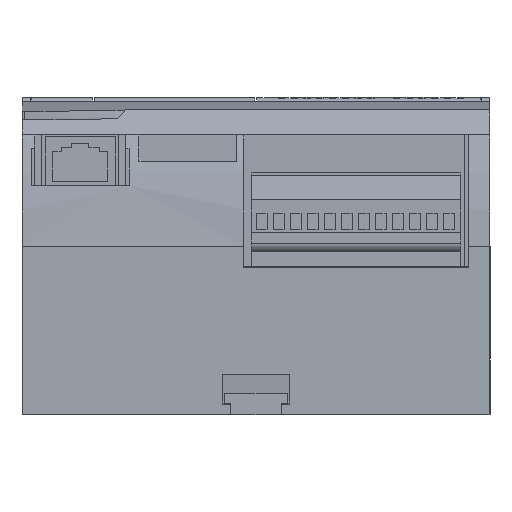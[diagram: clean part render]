
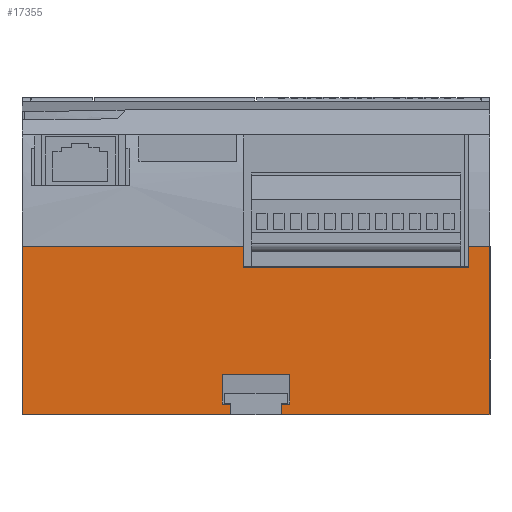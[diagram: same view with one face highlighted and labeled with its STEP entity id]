
A CAD part, front view. The second image highlights one B-rep face of the part: STEP entity #17355.
In plain terms, the highlighted planar face has unit normal (0, -1, 0).
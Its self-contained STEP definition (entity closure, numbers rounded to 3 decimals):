
#12280=FACE_OUTER_BOUND('',#25288,.T.);
#17355=ADVANCED_FACE('',(#12280),#21180,.T.);
#21180=PLANE('',#78757);
#25288=EDGE_LOOP('',(#29754,#29755,#29756,#29757,#29758,#29759,#29760,#29761,
#29762,#29763,#29764,#29765,#29766,#29767,#29768,#29769));
#29754=ORIENTED_EDGE('',*,*,#53840,.T.);
#29755=ORIENTED_EDGE('',*,*,#53841,.F.);
#29756=ORIENTED_EDGE('',*,*,#53842,.T.);
#29757=ORIENTED_EDGE('',*,*,#53843,.T.);
#29758=ORIENTED_EDGE('',*,*,#53844,.T.);
#29759=ORIENTED_EDGE('',*,*,#53845,.F.);
#29760=ORIENTED_EDGE('',*,*,#53846,.F.);
#29761=ORIENTED_EDGE('',*,*,#53847,.T.);
#29762=ORIENTED_EDGE('',*,*,#53848,.T.);
#29763=ORIENTED_EDGE('',*,*,#53849,.F.);
#29764=ORIENTED_EDGE('',*,*,#53850,.F.);
#29765=ORIENTED_EDGE('',*,*,#53851,.F.);
#29766=ORIENTED_EDGE('',*,*,#53782,.T.);
#29767=ORIENTED_EDGE('',*,*,#53852,.T.);
#29768=ORIENTED_EDGE('',*,*,#53794,.T.);
#29769=ORIENTED_EDGE('',*,*,#53839,.F.);
#47715=VERTEX_POINT('',#99107);
#47716=VERTEX_POINT('',#99109);
#47720=VERTEX_POINT('',#99118);
#47727=VERTEX_POINT('',#99132);
#47769=VERTEX_POINT('',#99224);
#47770=VERTEX_POINT('',#99228);
#47771=VERTEX_POINT('',#99230);
#47772=VERTEX_POINT('',#99232);
#47773=VERTEX_POINT('',#99234);
#47774=VERTEX_POINT('',#99236);
#47775=VERTEX_POINT('',#99238);
#47776=VERTEX_POINT('',#99240);
#47777=VERTEX_POINT('',#99242);
#47778=VERTEX_POINT('',#99244);
#47779=VERTEX_POINT('',#99246);
#47780=VERTEX_POINT('',#99248);
#53782=EDGE_CURVE('',#47716,#47715,#62722,.T.);
#53794=EDGE_CURVE('',#47720,#47727,#62732,.T.);
#53839=EDGE_CURVE('',#47769,#47727,#62761,.T.);
#53840=EDGE_CURVE('',#47769,#47770,#62762,.T.);
#53841=EDGE_CURVE('',#47771,#47770,#62763,.T.);
#53842=EDGE_CURVE('',#47771,#47772,#62764,.T.);
#53843=EDGE_CURVE('',#47772,#47773,#62765,.T.);
#53844=EDGE_CURVE('',#47773,#47774,#62766,.T.);
#53845=EDGE_CURVE('',#47775,#47774,#62767,.T.);
#53846=EDGE_CURVE('',#47776,#47775,#62768,.T.);
#53847=EDGE_CURVE('',#47776,#47777,#62769,.T.);
#53848=EDGE_CURVE('',#47777,#47778,#62770,.T.);
#53849=EDGE_CURVE('',#47779,#47778,#62771,.T.);
#53850=EDGE_CURVE('',#47780,#47779,#62772,.T.);
#53851=EDGE_CURVE('',#47716,#47780,#62773,.T.);
#53852=EDGE_CURVE('',#47715,#47720,#62774,.T.);
#62722=LINE('',#99108,#70568);
#62732=LINE('',#99133,#70578);
#62761=LINE('',#99225,#70607);
#62762=LINE('',#99227,#70608);
#62763=LINE('',#99229,#70609);
#62764=LINE('',#99231,#70610);
#62765=LINE('',#99233,#70611);
#62766=LINE('',#99235,#70612);
#62767=LINE('',#99237,#70613);
#62768=LINE('',#99239,#70614);
#62769=LINE('',#99241,#70615);
#62770=LINE('',#99243,#70616);
#62771=LINE('',#99245,#70617);
#62772=LINE('',#99247,#70618);
#62773=LINE('',#99249,#70619);
#62774=LINE('',#99250,#70620);
#70568=VECTOR('',#82701,1.);
#70578=VECTOR('',#82717,1.);
#70607=VECTOR('',#82784,1.);
#70608=VECTOR('',#82787,1.);
#70609=VECTOR('',#82788,1.);
#70610=VECTOR('',#82789,1.);
#70611=VECTOR('',#82790,1.);
#70612=VECTOR('',#82791,1.);
#70613=VECTOR('',#82792,1.);
#70614=VECTOR('',#82793,1.);
#70615=VECTOR('',#82794,1.);
#70616=VECTOR('',#82795,1.);
#70617=VECTOR('',#82796,1.);
#70618=VECTOR('',#82797,1.);
#70619=VECTOR('',#82798,1.);
#70620=VECTOR('',#82799,1.);
#78757=AXIS2_PLACEMENT_3D('',#99251,#82800,#82801);
#82701=DIRECTION('',(0.,0.,-1.));
#82717=DIRECTION('',(0.,0.,1.));
#82784=DIRECTION('',(1.,0.,0.));
#82787=DIRECTION('',(0.,0.,-1.));
#82788=DIRECTION('',(-1.,0.,0.));
#82789=DIRECTION('',(0.,0.,1.));
#82790=DIRECTION('',(-1.,0.,0.));
#82791=DIRECTION('',(0.,0.,1.));
#82792=DIRECTION('',(-1.,0.,0.));
#82793=DIRECTION('',(0.,0.,1.));
#82794=DIRECTION('',(-1.,0.,0.));
#82795=DIRECTION('',(0.,0.,-1.));
#82796=DIRECTION('',(-1.,0.,0.));
#82797=DIRECTION('',(0.,0.,-1.));
#82798=DIRECTION('',(1.,0.,0.));
#82799=DIRECTION('',(-1.,0.,0.));
#82800=DIRECTION('',(0.,-1.,0.));
#82801=DIRECTION('',(1.,0.,0.));
#99107=CARTESIAN_POINT('',(105.,0.,34.1));
#99108=CARTESIAN_POINT('',(105.,0.,84.1));
#99109=CARTESIAN_POINT('',(105.,0.,39.1));
#99118=CARTESIAN_POINT('',(52.1,0.,34.1));
#99132=CARTESIAN_POINT('',(52.1,0.,39.1));
#99133=CARTESIAN_POINT('',(52.1,0.,84.1));
#99224=CARTESIAN_POINT('',(0.,0.,39.1));
#99225=CARTESIAN_POINT('',(0.,0.,39.1));
#99227=CARTESIAN_POINT('',(0.,0.,84.1));
#99228=CARTESIAN_POINT('',(0.,0.,-0.4));
#99229=CARTESIAN_POINT('',(110.,0.,-0.4));
#99230=CARTESIAN_POINT('',(49.,0.,-0.4));
#99231=CARTESIAN_POINT('',(49.,0.,34.1));
#99232=CARTESIAN_POINT('',(49.,0.,2.078));
#99233=CARTESIAN_POINT('',(62.95,0.,2.078));
#99234=CARTESIAN_POINT('',(47.05,0.,2.078));
#99235=CARTESIAN_POINT('',(47.05,0.,2.078));
#99236=CARTESIAN_POINT('',(47.05,0.,9.078));
#99237=CARTESIAN_POINT('',(62.95,0.,9.078));
#99238=CARTESIAN_POINT('',(62.95,0.,9.078));
#99239=CARTESIAN_POINT('',(62.95,0.,2.078));
#99240=CARTESIAN_POINT('',(62.95,0.,2.078));
#99241=CARTESIAN_POINT('',(62.95,0.,2.078));
#99242=CARTESIAN_POINT('',(61.,0.,2.078));
#99243=CARTESIAN_POINT('',(61.,0.,34.1));
#99244=CARTESIAN_POINT('',(61.,0.,-0.4));
#99245=CARTESIAN_POINT('',(110.,0.,-0.4));
#99246=CARTESIAN_POINT('',(110.,0.,-0.4));
#99247=CARTESIAN_POINT('',(110.,0.,84.1));
#99248=CARTESIAN_POINT('',(110.,0.,39.1));
#99249=CARTESIAN_POINT('',(0.,0.,39.1));
#99250=CARTESIAN_POINT('',(110.,0.,34.1));
#99251=CARTESIAN_POINT('',(52.195,0.,84.1));
